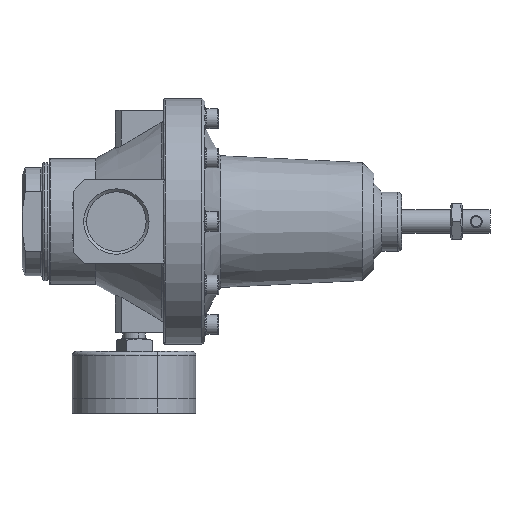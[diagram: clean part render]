
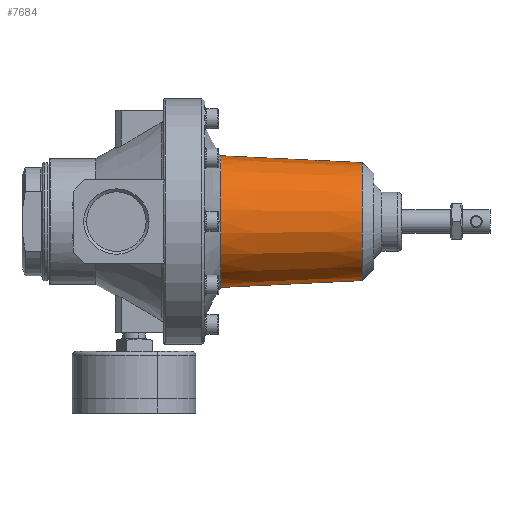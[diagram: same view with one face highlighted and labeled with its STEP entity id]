
A CAD part, left-side view. The second image highlights one B-rep face of the part: STEP entity #7684.
In plain terms, the highlighted conical face has half-angle 2.783 degrees and reference radius 33.5 mm.
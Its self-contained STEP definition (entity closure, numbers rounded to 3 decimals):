
#313 = ORIENTED_EDGE ( 'NONE', *, *, #1359, .T. ) ;
#641 = CARTESIAN_POINT ( 'NONE',  ( 0., -125., -30. ) ) ;
#1152 = VECTOR ( 'NONE', #1190, 1000. ) ;
#1190 = DIRECTION ( 'NONE',  ( 0., 0.999, 0.049 ) ) ;
#1359 = EDGE_CURVE ( 'NONE', #15521, #18120, #9128, .T. ) ;
#2222 = ORIENTED_EDGE ( 'NONE', *, *, #17486, .T. ) ;
#3105 = CIRCLE ( 'NONE', #17204, 30. ) ;
#3317 = CARTESIAN_POINT ( 'NONE',  ( 0., -53., 33.5 ) ) ;
#3452 = CARTESIAN_POINT ( 'NONE',  ( 0., -53., 0. ) ) ;
#4027 = AXIS2_PLACEMENT_3D ( 'NONE', #3452, #9039, #13213 ) ;
#4643 = DIRECTION ( 'NONE',  ( 0., 0., 1. ) ) ;
#4763 = DIRECTION ( 'NONE',  ( 0., -1., 0. ) ) ;
#5117 = DIRECTION ( 'NONE',  ( 0., 1., 0. ) ) ;
#5580 = AXIS2_PLACEMENT_3D ( 'NONE', #13029, #15895, #8920 ) ;
#6514 = ORIENTED_EDGE ( 'NONE', *, *, #9161, .T. ) ;
#7191 = CIRCLE ( 'NONE', #7511, 33.5 ) ;
#7433 = CARTESIAN_POINT ( 'NONE',  ( 0., -53., 0. ) ) ;
#7511 = AXIS2_PLACEMENT_3D ( 'NONE', #7433, #4763, #4643 ) ;
#7684 = ADVANCED_FACE ( 'NONE', ( #16180 ), #17096, .T. ) ;
#8108 = CIRCLE ( 'NONE', #5580, 33.5 ) ;
#8920 = DIRECTION ( 'NONE',  ( 0., 0., 1. ) ) ;
#9039 = DIRECTION ( 'NONE',  ( 0., 1., 0. ) ) ;
#9128 = LINE ( 'NONE', #17855, #1152 ) ;
#9142 = VECTOR ( 'NONE', #9485, 1000. ) ;
#9161 = EDGE_CURVE ( 'NONE', #17304, #15446, #7191, .T. ) ;
#9485 = DIRECTION ( 'NONE',  ( 0., 0.999, -0.049 ) ) ;
#10523 = VERTEX_POINT ( 'NONE', #641 ) ;
#10710 = CARTESIAN_POINT ( 'NONE',  ( 0., -125., 0. ) ) ;
#11912 = CARTESIAN_POINT ( 'NONE',  ( 0., -125., 30. ) ) ;
#12011 = EDGE_CURVE ( 'NONE', #18120, #17304, #8108, .T. ) ;
#13029 = CARTESIAN_POINT ( 'NONE',  ( 0., -53., 0. ) ) ;
#13213 = DIRECTION ( 'NONE',  ( 0., 0., 1. ) ) ;
#13312 = CARTESIAN_POINT ( 'NONE',  ( 0., -53., -33.5 ) ) ;
#13700 = CARTESIAN_POINT ( 'NONE',  ( 0., -53., -33.5 ) ) ;
#14013 = EDGE_LOOP ( 'NONE', ( #14238, #2222, #313, #16880, #6514 ) ) ;
#14238 = ORIENTED_EDGE ( 'NONE', *, *, #15306, .F. ) ;
#14694 = CARTESIAN_POINT ( 'NONE',  ( -33.5, -53., 0. ) ) ;
#14931 = DIRECTION ( 'NONE',  ( 0., 0., 1. ) ) ;
#14935 = LINE ( 'NONE', #13700, #9142 ) ;
#15306 = EDGE_CURVE ( 'NONE', #10523, #15446, #14935, .T. ) ;
#15446 = VERTEX_POINT ( 'NONE', #13312 ) ;
#15521 = VERTEX_POINT ( 'NONE', #11912 ) ;
#15895 = DIRECTION ( 'NONE',  ( 0., -1., 0. ) ) ;
#16180 = FACE_OUTER_BOUND ( 'NONE', #14013, .T. ) ;
#16880 = ORIENTED_EDGE ( 'NONE', *, *, #12011, .T. ) ;
#17096 = CONICAL_SURFACE ( 'NONE', #4027, 33.5, 0.049 ) ;
#17204 = AXIS2_PLACEMENT_3D ( 'NONE', #10710, #5117, #14931 ) ;
#17304 = VERTEX_POINT ( 'NONE', #14694 ) ;
#17486 = EDGE_CURVE ( 'NONE', #10523, #15521, #3105, .T. ) ;
#17855 = CARTESIAN_POINT ( 'NONE',  ( 0., -53., 33.5 ) ) ;
#18120 = VERTEX_POINT ( 'NONE', #3317 ) ;
